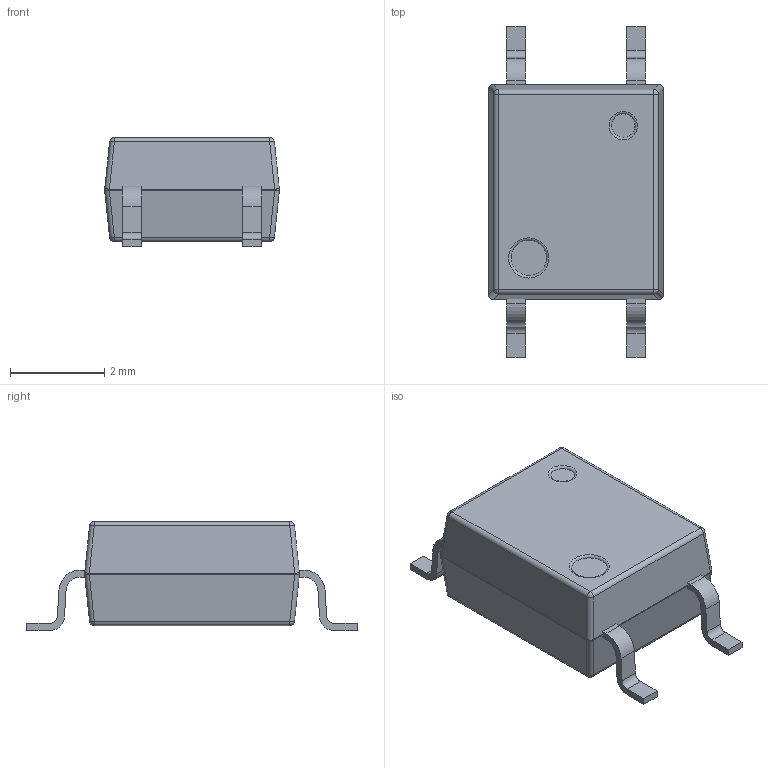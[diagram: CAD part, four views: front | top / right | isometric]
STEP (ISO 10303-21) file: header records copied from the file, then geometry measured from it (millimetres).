
FILE_DESCRIPTION(/* description */ (''),/* implementation_level */ '2;1');
FILE_NAME(/* name */ 'Toshiba - SOIC-6-4 4.4mm.step',/* time_stamp */ '2020-07-09T19:38:20+01:00',/* author */ (''),/* organization */ (''),/* preprocessor_version */ 'ST-DEVELOPER v18.1',/* originating_system */ 'Autodesk Translation Framework v9.3.0.1241',/* authorisation */ '');
FILE_SCHEMA (('AUTOMOTIVE_DESIGN { 1 0 10303 214 3 1 1 }'));
Length unit declared in the file: millimetre
Products named in the file (1): Toshiba - SOIC-6-4 4.4mm
Bounding box: 3.7 x 7 x 2.3 mm (x, y, z)
Volume: 35.4 mm3; surface area: 73.2 mm2
Topology: 1 solids, 1 shells, 102 faces, 254 edges, 156 vertices
Faces by surface type: plane 48, cylinder 40, sphere 12, torus 2
Entity records: 3112 total; most frequent: DIRECTION 546, CARTESIAN_POINT 513, ORIENTED_EDGE 508, EDGE_CURVE 254, AXIS2_PLACEMENT_3D 189, LINE 168, VECTOR 168, VERTEX_POINT 156
